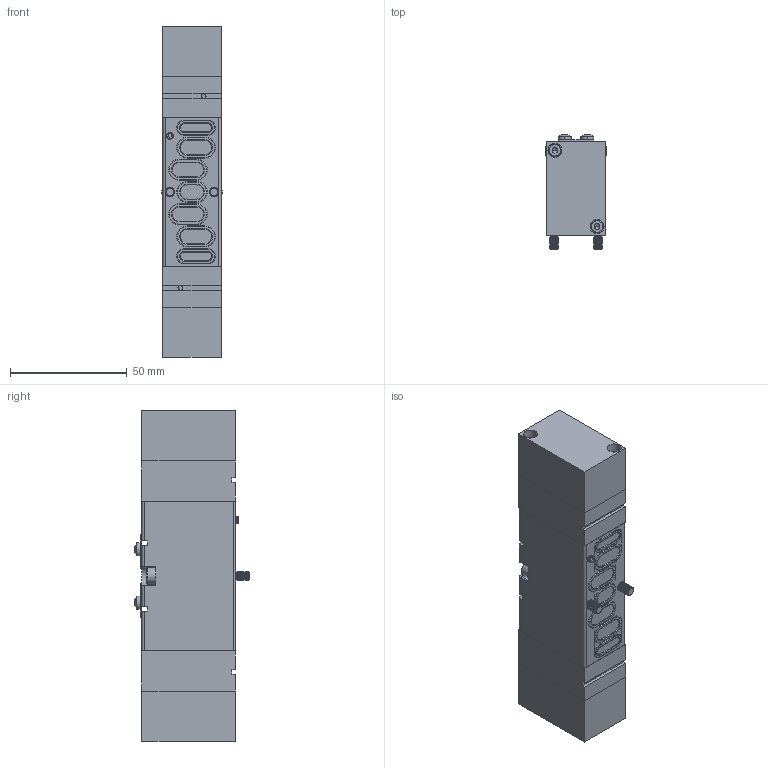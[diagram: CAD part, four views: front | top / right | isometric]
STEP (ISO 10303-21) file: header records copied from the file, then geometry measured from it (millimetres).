
FILE_DESCRIPTION (( 'STEP AP214' ), '1' );
FILE_NAME ('05_201_4.STEP', '2016-04-27T15:56:32', ( '' ), ( '' ), 'SwSTEP 2.0', 'SolidWorks 2016', '' );
FILE_SCHEMA (( 'AUTOMOTIVE_DESIGN' ));
Length unit declared in the file: millimetre
Products named in the file (1): 05_201_4
Bounding box: 26 x 49.15 x 141.4 mm (x, y, z)
Volume: 143159.4 mm3; surface area: 36824 mm2
Topology: 19 solids, 19 shells, 1539 faces, 3884 edges, 2388 vertices
Faces by surface type: cone 590, cylinder 464, plane 353, torus 124, sphere 8
Entity records: 46788 total; most frequent: DIRECTION 9046, CARTESIAN_POINT 8068, ORIENTED_EDGE 7728, EDGE_CURVE 3864, AXIS2_PLACEMENT_3D 3702, VERTEX_POINT 2388, CIRCLE 2162, VECTOR 1642
